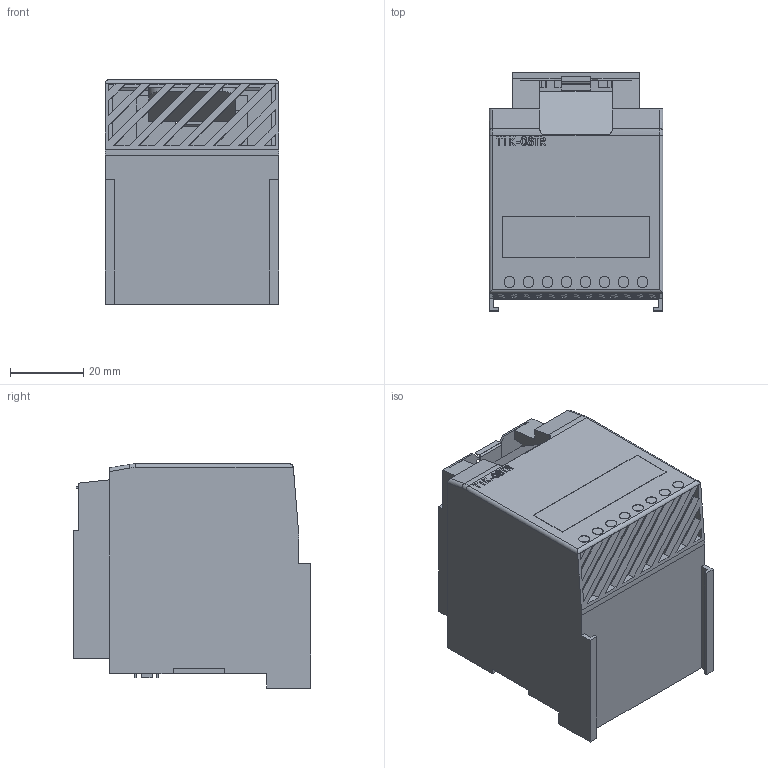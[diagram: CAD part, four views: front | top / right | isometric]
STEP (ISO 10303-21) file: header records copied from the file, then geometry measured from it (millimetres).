
FILE_DESCRIPTION (( 'STEP AP214' ), '1' );
FILE_NAME ('T1K-08TR.STEP', '2013-11-15T13:55:39', ( '' ), ( '' ), 'SwSTEP 2.0', 'SolidWorks 2013', '' );
FILE_SCHEMA (( 'AUTOMOTIVE_DESIGN' ));
Length unit declared in the file: millimetre
Products named in the file (1): T1K-08TR
Bounding box: 47.6 x 65.1 x 61.36 mm (x, y, z)
Volume: 30278.9 mm3; surface area: 35941.1 mm2
Topology: 1 solids, 1 shells, 546 faces, 1541 edges, 981 vertices
Faces by surface type: plane 413, cylinder 101, bspline 30, torus 2
Entity records: 25245 total; most frequent: CARTESIAN_POINT 5065, ORIENTED_EDGE 3082, DIRECTION 2689, EDGE_CURVE 1541, VECTOR 1271, LINE 1271, VERTEX_POINT 981, AXIS2_PLACEMENT_3D 709
